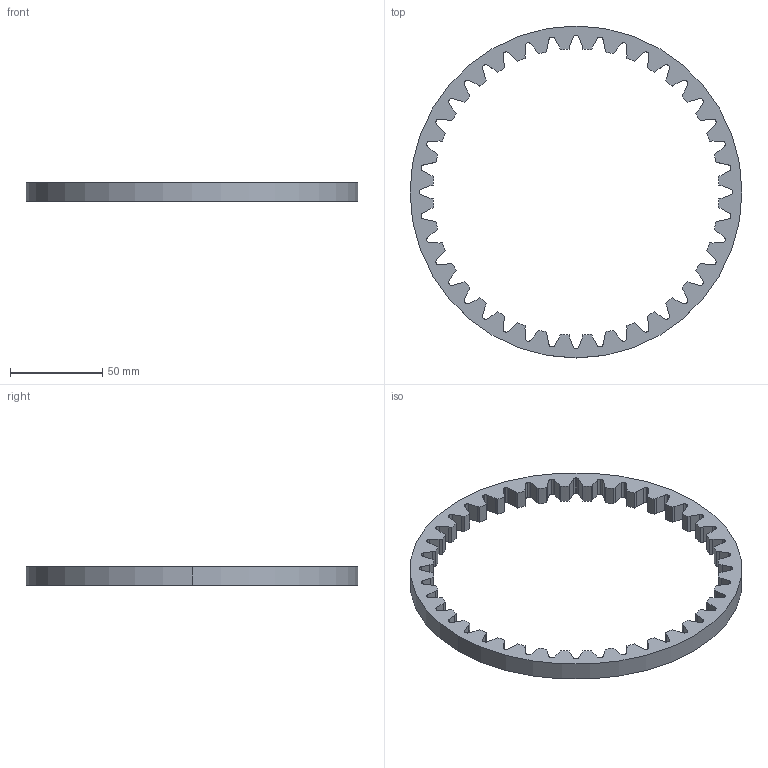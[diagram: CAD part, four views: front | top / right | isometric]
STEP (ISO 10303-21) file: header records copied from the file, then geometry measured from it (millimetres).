
FILE_DESCRIPTION (( 'STEP AP214' ), '1' );
FILE_NAME ('ring_gear.step', '2016-08-26T19:36:07', ( '' ), ( '' ), 'SwSTEP 2.0', 'SolidWorks 2015', '' );
FILE_SCHEMA (( 'AUTOMOTIVE_DESIGN' ));
Length unit declared in the file: inch
Products named in the file (1): ring_gear
Bounding box: 180 x 180 x 10 mm (x, y, z)
Volume: 50139.7 mm3; surface area: 24603.3 mm2
Topology: 1 solids, 1 shells, 339 faces, 1011 edges, 674 vertices
Faces by surface type: cylinder 177, bspline 160, plane 2
Entity records: 16343 total; most frequent: CARTESIAN_POINT 7945, ORIENTED_EDGE 2022, DIRECTION 1405, EDGE_CURVE 1011, VERTEX_POINT 674, AXIS2_PLACEMENT_3D 534, CIRCLE 354, EDGE_LOOP 341
